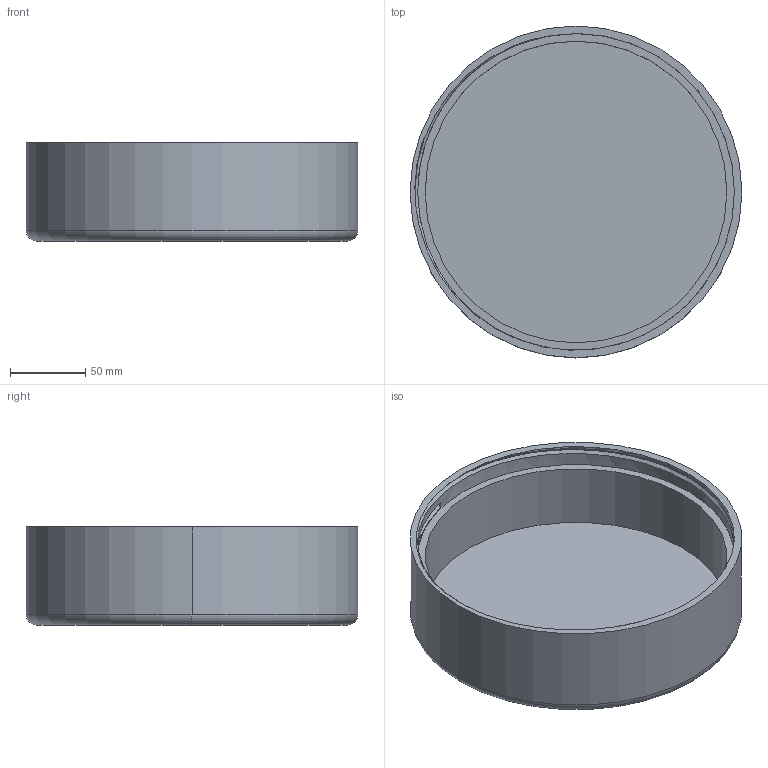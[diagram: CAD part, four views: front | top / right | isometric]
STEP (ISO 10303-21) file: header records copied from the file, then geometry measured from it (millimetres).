
FILE_DESCRIPTION (( 'STEP AP203' ), '1' );
FILE_NAME ('top Cover.STEP', '2025-03-23T20:31:57', ( '' ), ( '' ), 'SwSTEP 2.0', 'SolidWorks 2023', '' );
FILE_SCHEMA (( 'CONFIG_CONTROL_DESIGN' ));
Length unit declared in the file: millimetre
Products named in the file (1): top Cover
Bounding box: 220 x 220 x 65 mm (x, y, z)
Volume: 594103.2 mm3; surface area: 156828.1 mm2
Topology: 1 solids, 1 shells, 19 faces, 47 edges, 32 vertices
Faces by surface type: cylinder 8, plane 5, bspline 4, torus 2
Entity records: 5945 total; most frequent: CARTESIAN_POINT 5457, ORIENTED_EDGE 94, DIRECTION 72, EDGE_CURVE 47, AXIS2_PLACEMENT_3D 32, VERTEX_POINT 32, EDGE_LOOP 21, B_SPLINE_CURVE_WITH_KNOTS 20
